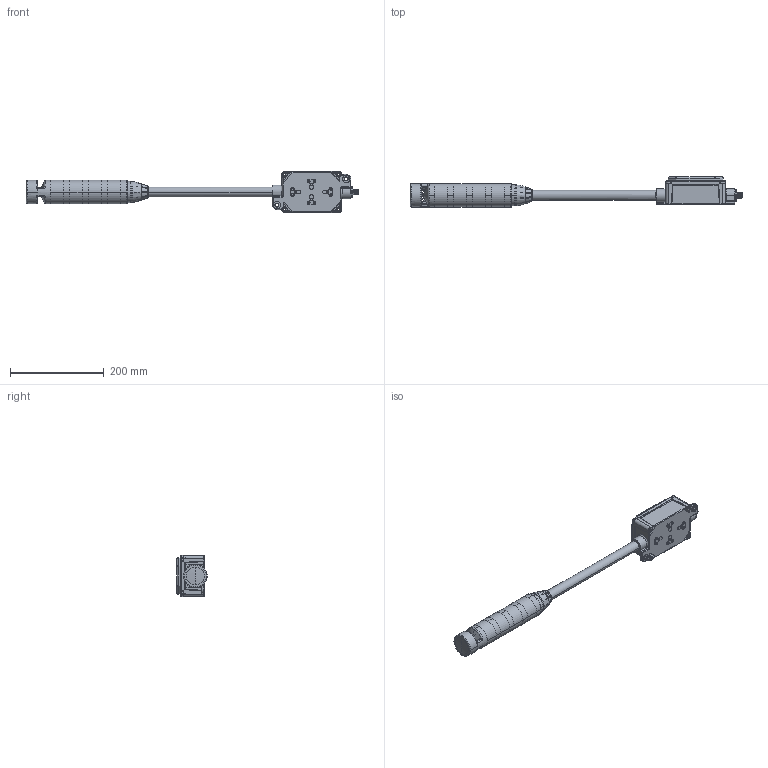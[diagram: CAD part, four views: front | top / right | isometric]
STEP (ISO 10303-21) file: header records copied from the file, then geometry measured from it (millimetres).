
FILE_DESCRIPTION((''),'2;1');
FILE_NAME('232616_SM01_ASM','2023-06-02T13:16:23',('banengservice'),('BANNER ENGINEERING'),'CREO PARAMETRIC BY PTC INC, 2022414','CREO PARAMETRIC BY PTC INC, 2022414','');
FILE_SCHEMA(('CONFIG_CONTROL_DESIGN'));
Length unit declared in the file: millimetre
Products named in the file (2): 232616_EP01; 232616_SM01_ASM
Assembly tree (1 placements, depth 2):
  232616_SM01_ASM
    232616_EP01
Bounding box: 709.42 x 64.62 x 87.63 mm (x, y, z)
Volume: 1163611.1 mm3; surface area: 150805.3 mm2
Topology: 1 solids, 5 shells, 1056 faces, 2770 edges, 1712 vertices
Faces by surface type: cylinder 384, bspline 274, plane 211, torus 90, cone 81, sphere 16
Entity records: 79427 total; most frequent: CARTESIAN_POINT 55691, ORIENTED_EDGE 5516, DIRECTION 4188, EDGE_CURVE 2766, VERTEX_POINT 1712, AXIS2_PLACEMENT_3D 1640, EDGE_LOOP 1120, FACE_OUTER_BOUND 1056
